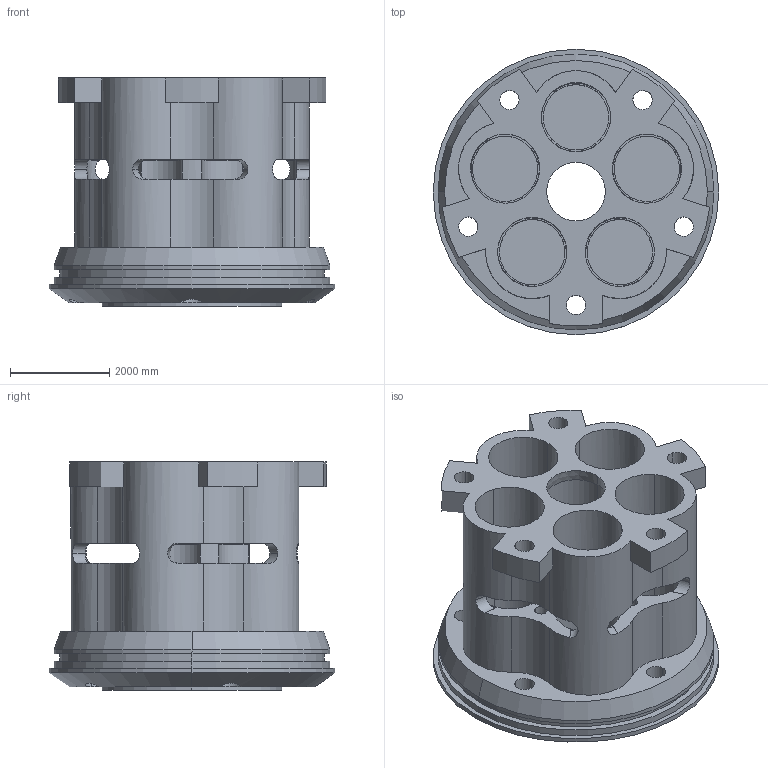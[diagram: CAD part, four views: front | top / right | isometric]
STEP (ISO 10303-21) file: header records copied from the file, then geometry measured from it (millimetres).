
FILE_DESCRIPTION(('produced by SPATIAL CORP'),'2;1');
FILE_NAME( 'torp.step.hh.sat.stp','2002-04-22T09:59:48+00:00',('SPATIAL CORP'),( 'SPATIAL CORP'),'ACIS STEP Husk','http://www.spatial.com', 'SPATIAL CORP');
FILE_SCHEMA(('CONFIG_CONTROL_DESIGN'));
Length unit declared in the file: millimetre
Products named in the file (1): PRODUCT_ID_1
Bounding box: 5750 x 5750 x 4593 mm (x, y, z)
Volume: 43584944621.7 mm3; surface area: 257025616.2 mm2
Topology: 1 solids, 1 shells, 306 faces, 943 edges, 626 vertices
Faces by surface type: cylinder 167, plane 121, cone 18
Entity records: 12294 total; most frequent: CARTESIAN_POINT 4322, ORIENTED_EDGE 1866, DIRECTION 1476, EDGE_CURVE 933, VERTEX_POINT 626, AXIS2_PLACEMENT_3D 546, VECTOR 384, LINE 384
